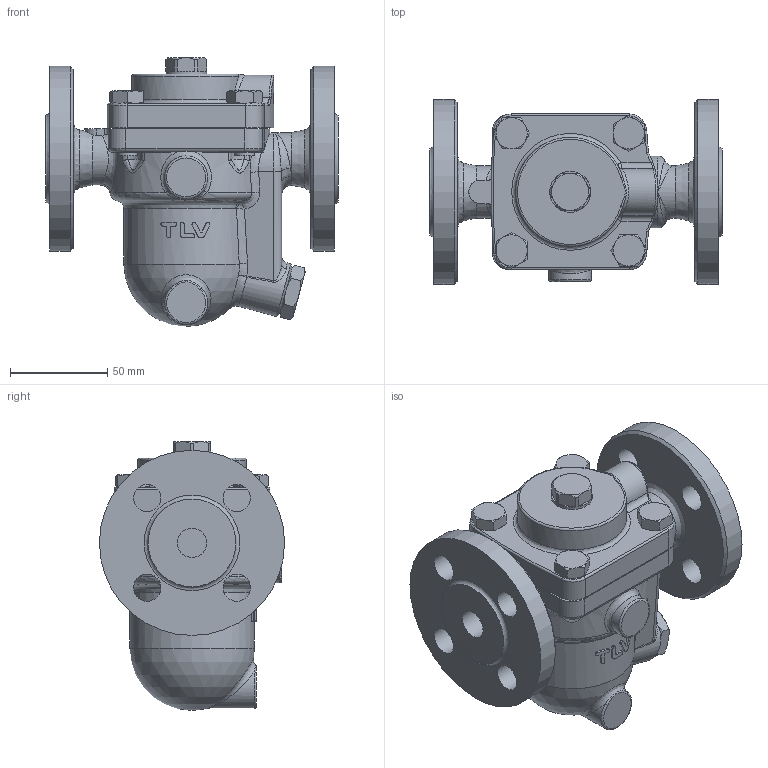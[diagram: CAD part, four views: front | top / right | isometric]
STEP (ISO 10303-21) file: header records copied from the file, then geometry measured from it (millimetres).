
FILE_DESCRIPTION((''),'2;1');
FILE_NAME('j3x00-015-e0016-00.stp','2009-10-23T13:57:46',('nakaot'),(''),'Autodesk Inventor 2008','Autodesk Inventor 2008','');
FILE_SCHEMA(('AUTOMOTIVE_DESIGN { 1 0 10303 214 1 1 1 1 }'));
Length unit declared in the file: millimetre
Products named in the file (1): j3x00-015-e0016-00
Bounding box: 150 x 95 x 138 mm (x, y, z)
Volume: 730697.8 mm3; surface area: 95265.9 mm2
Topology: 1 solids, 1 shells, 357 faces, 871 edges, 536 vertices
Faces by surface type: plane 100, bspline 90, cone 75, cylinder 70, torus 21, sphere 1
Full cylindrical faces by diameter (mm): 10 x8, 15 x2, 21 x1, 22 x1, 28 x1, 56.5 x1, 95 x2
Entity records: 23321 total; most frequent: CARTESIAN_POINT 15999, ORIENTED_EDGE 1604, DIRECTION 1346, EDGE_CURVE 802, AXIS2_PLACEMENT_3D 589, VERTEX_POINT 515, EDGE_LOOP 449, FACE_OUTER_BOUND 357
